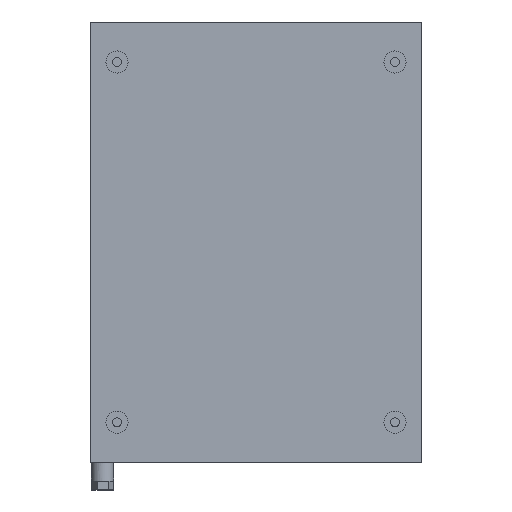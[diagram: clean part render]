
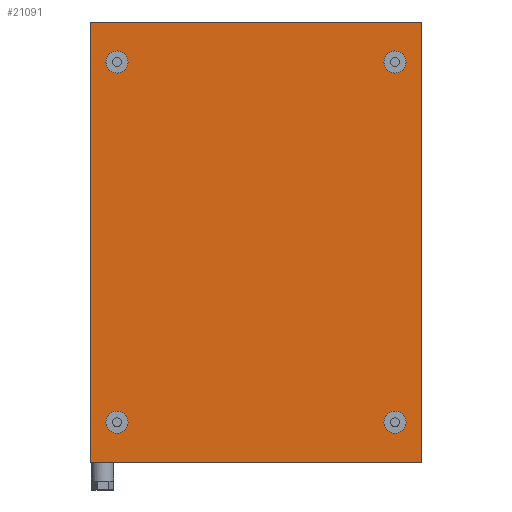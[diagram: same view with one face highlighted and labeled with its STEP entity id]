
A CAD part, front view. The second image highlights one B-rep face of the part: STEP entity #21091.
In plain terms, the highlighted planar face has unit normal (0, -1, 0).
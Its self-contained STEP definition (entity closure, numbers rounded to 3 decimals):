
#1838=FACE_OUTER_BOUND('',#3059,.T.);
#3059=EDGE_LOOP('',(#18918,#18919,#18920,#18921));
#5670=LINE('',#34102,#8273);
#5673=LINE('',#34108,#8276);
#5676=LINE('',#34114,#8279);
#5679=LINE('',#34118,#8282);
#8273=VECTOR('',#28082,10.);
#8276=VECTOR('',#28087,10.);
#8279=VECTOR('',#28092,10.);
#8282=VECTOR('',#28097,10.);
#10204=VERTEX_POINT('',#34099);
#10205=VERTEX_POINT('',#34101);
#10207=VERTEX_POINT('',#34107);
#10209=VERTEX_POINT('',#34113);
#13108=EDGE_CURVE('',#10205,#10204,#5670,.T.);
#13111=EDGE_CURVE('',#10207,#10205,#5673,.T.);
#13114=EDGE_CURVE('',#10209,#10207,#5676,.T.);
#13117=EDGE_CURVE('',#10204,#10209,#5679,.T.);
#18918=ORIENTED_EDGE('',*,*,#13117,.T.);
#18919=ORIENTED_EDGE('',*,*,#13114,.T.);
#18920=ORIENTED_EDGE('',*,*,#13111,.T.);
#18921=ORIENTED_EDGE('',*,*,#13108,.T.);
#19956=PLANE('',#22631);
#21091=ADVANCED_FACE('',(#1838),#19956,.T.);
#22631=AXIS2_PLACEMENT_3D('',#34119,#28098,#28099);
#28082=DIRECTION('',(0.,0.,-1.));
#28087=DIRECTION('',(-1.,0.,0.));
#28092=DIRECTION('',(0.,0.,1.));
#28097=DIRECTION('',(1.,0.,0.));
#28098=DIRECTION('center_axis',(0.,-1.,0.));
#28099=DIRECTION('ref_axis',(0.,0.,-1.));
#34099=CARTESIAN_POINT('',(-298.,-522.,-396.));
#34101=CARTESIAN_POINT('',(-298.,-522.,396.));
#34102=CARTESIAN_POINT('',(-298.,-522.,396.));
#34107=CARTESIAN_POINT('',(298.,-522.,396.));
#34108=CARTESIAN_POINT('',(298.,-522.,396.));
#34113=CARTESIAN_POINT('',(298.,-522.,-396.));
#34114=CARTESIAN_POINT('',(298.,-522.,-396.));
#34118=CARTESIAN_POINT('',(-298.,-522.,-396.));
#34119=CARTESIAN_POINT('Origin',(0.,-522.,0.));
